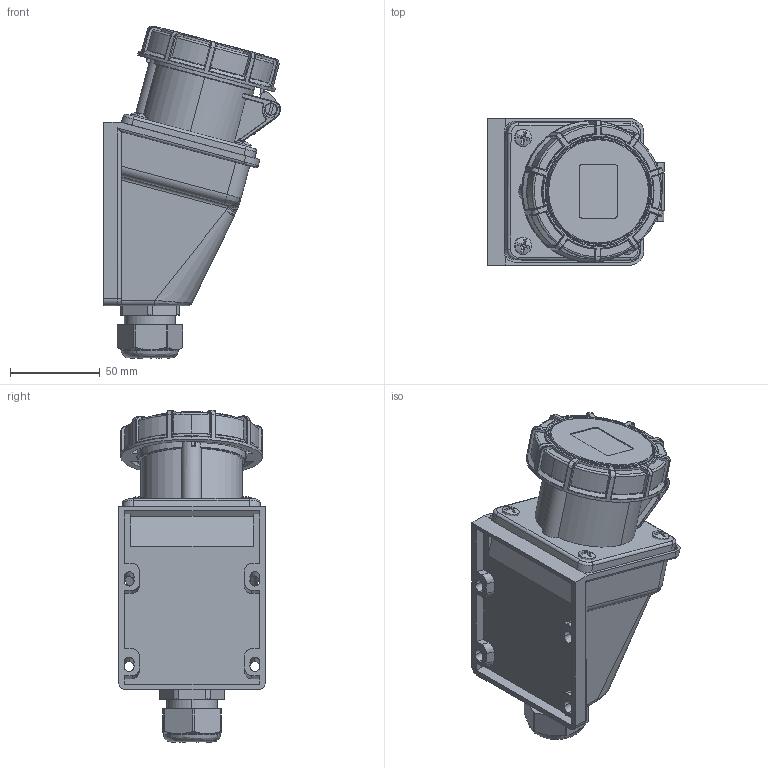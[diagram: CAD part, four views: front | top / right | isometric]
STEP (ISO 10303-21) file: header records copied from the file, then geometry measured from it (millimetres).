
FILE_DESCRIPTION (( 'STEP AP214' ), '1' );
FILE_NAME ('DEP2-1142.STEP', '2025-01-07T07:46:45', ( '' ), ( '' ), 'SwSTEP 2.0', 'SolidWorks 2022', '' );
FILE_SCHEMA (( 'AUTOMOTIVE_DESIGN' ));
Length unit declared in the file: millimetre
Products named in the file (1): DEP2-1142
Bounding box: 98.45 x 81.5 x 184.72 mm (x, y, z)
Surface area: 79617.6 mm2 (no closed solid volume)
Topology: 0 solids, 19 shells, 603 faces, 1826 edges, 1222 vertices
Faces by surface type: cylinder 228, plane 210, bspline 130, cone 34, torus 1
Entity records: 34363 total; most frequent: CARTESIAN_POINT 12717, ORIENTED_EDGE 3234, DIRECTION 2834, EDGE_CURVE 1822, VERTEX_POINT 1222, AXIS2_PLACEMENT_3D 1021, VECTOR 792, LINE 792
